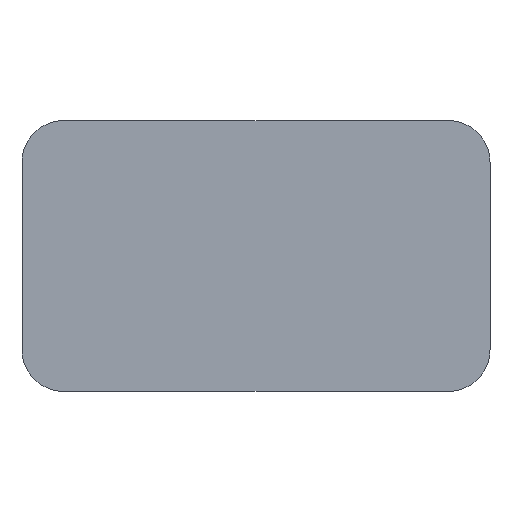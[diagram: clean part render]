
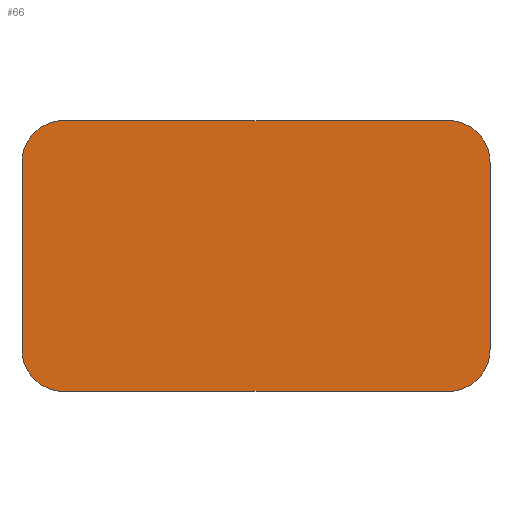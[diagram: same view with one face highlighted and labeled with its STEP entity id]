
A CAD part, front view. The second image highlights one B-rep face of the part: STEP entity #66.
In plain terms, the highlighted planar face has unit normal (0, -1, 0).
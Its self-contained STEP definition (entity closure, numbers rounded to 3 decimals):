
#3 = EDGE_LOOP ( 'NONE', ( #615, #118, #439, #400, #284, #454, #186, #501 ) ) ;
#20 = AXIS2_PLACEMENT_3D ( 'NONE', #310, #22, #110 ) ;
#22 = DIRECTION ( 'NONE',  ( 0., -1., 0. ) ) ;
#23 = VERTEX_POINT ( 'NONE', #386 ) ;
#29 = AXIS2_PLACEMENT_3D ( 'NONE', #611, #322, #79 ) ;
#30 = CARTESIAN_POINT ( 'NONE',  ( 12.922, -2.4, -5.182 ) ) ;
#49 = CARTESIAN_POINT ( 'NONE',  ( 10.622, -2.4, 7.482 ) ) ;
#66 = ADVANCED_FACE ( 'NONE', ( #359 ), #495, .T. ) ;
#67 = VERTEX_POINT ( 'NONE', #215 ) ;
#74 = CIRCLE ( 'NONE', #536, 2.3 ) ;
#79 = DIRECTION ( 'NONE',  ( 0., 0., -1. ) ) ;
#85 = CIRCLE ( 'NONE', #524, 2.3 ) ;
#93 = EDGE_CURVE ( 'NONE', #483, #479, #260, .T. ) ;
#110 = DIRECTION ( 'NONE',  ( 0., 0., -1. ) ) ;
#118 = ORIENTED_EDGE ( 'NONE', *, *, #175, .T. ) ;
#130 = DIRECTION ( 'NONE',  ( 0., -1., 0. ) ) ;
#131 = VERTEX_POINT ( 'NONE', #316 ) ;
#136 = LINE ( 'NONE', #567, #159 ) ;
#154 = DIRECTION ( 'NONE',  ( 0., -1., 0. ) ) ;
#159 = VECTOR ( 'NONE', #224, 1000. ) ;
#164 = VECTOR ( 'NONE', #550, 1000. ) ;
#165 = CARTESIAN_POINT ( 'NONE',  ( 10.622, -2.4, -5.182 ) ) ;
#175 = EDGE_CURVE ( 'NONE', #23, #67, #205, .T. ) ;
#179 = DIRECTION ( 'NONE',  ( 0., 0., -1. ) ) ;
#186 = ORIENTED_EDGE ( 'NONE', *, *, #262, .T. ) ;
#192 = VERTEX_POINT ( 'NONE', #30 ) ;
#205 = LINE ( 'NONE', #212, #321 ) ;
#207 = AXIS2_PLACEMENT_3D ( 'NONE', #279, #520, #416 ) ;
#212 = CARTESIAN_POINT ( 'NONE',  ( -12.922, -2.4, 5.182 ) ) ;
#215 = CARTESIAN_POINT ( 'NONE',  ( -12.922, -2.4, -5.182 ) ) ;
#221 = VECTOR ( 'NONE', #462, 1000. ) ;
#224 = DIRECTION ( 'NONE',  ( 0., 0., 1. ) ) ;
#225 = EDGE_CURVE ( 'NONE', #192, #527, #136, .T. ) ;
#252 = LINE ( 'NONE', #397, #164 ) ;
#254 = EDGE_CURVE ( 'NONE', #67, #131, #85, .T. ) ;
#256 = DIRECTION ( 'NONE',  ( 0., 0., -1. ) ) ;
#260 = LINE ( 'NONE', #355, #221 ) ;
#262 = EDGE_CURVE ( 'NONE', #527, #483, #302, .T. ) ;
#279 = CARTESIAN_POINT ( 'NONE',  ( -10.622, -2.4, 5.182 ) ) ;
#284 = ORIENTED_EDGE ( 'NONE', *, *, #421, .T. ) ;
#302 = CIRCLE ( 'NONE', #29, 2.3 ) ;
#303 = CARTESIAN_POINT ( 'NONE',  ( 10.622, -2.4, -7.482 ) ) ;
#310 = CARTESIAN_POINT ( 'NONE',  ( -10.622, -2.4, 5.182 ) ) ;
#313 = DIRECTION ( 'NONE',  ( 0., 0., -1. ) ) ;
#315 = EDGE_CURVE ( 'NONE', #479, #23, #419, .T. ) ;
#316 = CARTESIAN_POINT ( 'NONE',  ( -10.622, -2.4, -7.482 ) ) ;
#321 = VECTOR ( 'NONE', #313, 1000. ) ;
#322 = DIRECTION ( 'NONE',  ( 0., -1., 0. ) ) ;
#348 = CARTESIAN_POINT ( 'NONE',  ( -10.622, -2.4, 7.482 ) ) ;
#355 = CARTESIAN_POINT ( 'NONE',  ( 10.622, -2.4, 7.482 ) ) ;
#359 = FACE_OUTER_BOUND ( 'NONE', #3, .T. ) ;
#369 = CARTESIAN_POINT ( 'NONE',  ( -10.622, -2.4, -5.182 ) ) ;
#386 = CARTESIAN_POINT ( 'NONE',  ( -12.922, -2.4, 5.182 ) ) ;
#397 = CARTESIAN_POINT ( 'NONE',  ( -10.622, -2.4, -7.482 ) ) ;
#400 = ORIENTED_EDGE ( 'NONE', *, *, #461, .T. ) ;
#414 = VERTEX_POINT ( 'NONE', #303 ) ;
#416 = DIRECTION ( 'NONE',  ( 0., 0., -1. ) ) ;
#419 = CIRCLE ( 'NONE', #207, 2.3 ) ;
#421 = EDGE_CURVE ( 'NONE', #414, #192, #74, .T. ) ;
#439 = ORIENTED_EDGE ( 'NONE', *, *, #254, .T. ) ;
#440 = CARTESIAN_POINT ( 'NONE',  ( 12.922, -2.4, 5.182 ) ) ;
#454 = ORIENTED_EDGE ( 'NONE', *, *, #225, .T. ) ;
#461 = EDGE_CURVE ( 'NONE', #131, #414, #252, .T. ) ;
#462 = DIRECTION ( 'NONE',  ( -1., 0., 0. ) ) ;
#479 = VERTEX_POINT ( 'NONE', #348 ) ;
#483 = VERTEX_POINT ( 'NONE', #49 ) ;
#495 = PLANE ( 'NONE',  #20 ) ;
#501 = ORIENTED_EDGE ( 'NONE', *, *, #93, .T. ) ;
#520 = DIRECTION ( 'NONE',  ( 0., -1., 0. ) ) ;
#524 = AXIS2_PLACEMENT_3D ( 'NONE', #369, #130, #179 ) ;
#527 = VERTEX_POINT ( 'NONE', #440 ) ;
#536 = AXIS2_PLACEMENT_3D ( 'NONE', #165, #154, #256 ) ;
#550 = DIRECTION ( 'NONE',  ( 1., 0., 0. ) ) ;
#567 = CARTESIAN_POINT ( 'NONE',  ( 12.922, -2.4, -5.182 ) ) ;
#611 = CARTESIAN_POINT ( 'NONE',  ( 10.622, -2.4, 5.182 ) ) ;
#615 = ORIENTED_EDGE ( 'NONE', *, *, #315, .T. ) ;
